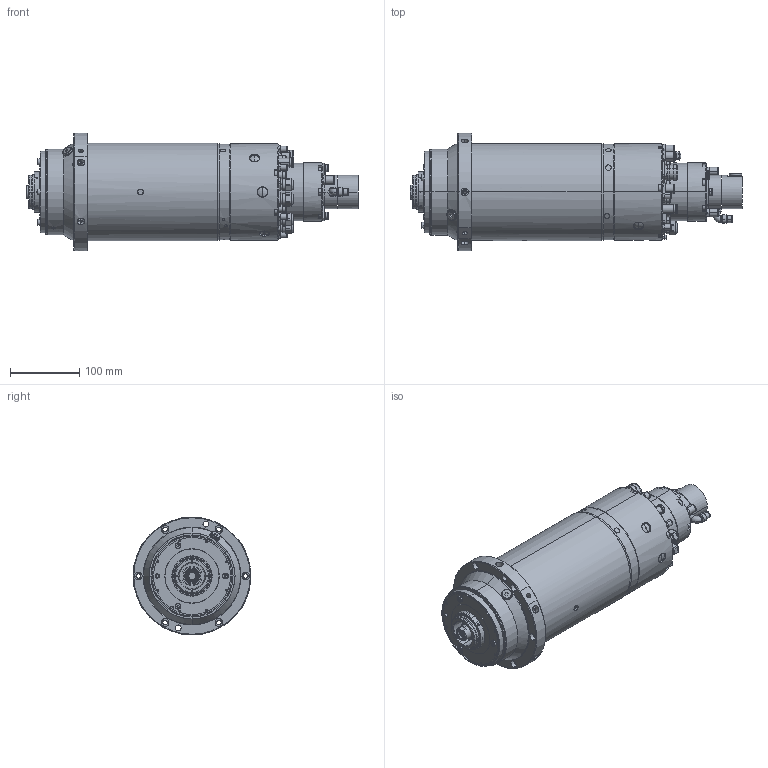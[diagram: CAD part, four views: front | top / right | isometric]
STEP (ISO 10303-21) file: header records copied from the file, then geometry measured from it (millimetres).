
FILE_DESCRIPTION (( 'STEP AP203' ), '1' );
FILE_NAME ('140AI30HKSW-01-.STEP', '2012-02-27T08:05:04', ( 'FM10CAD1' ), ( 'IBAG Switzerland AG' ), 'SwSTEP 2.0', 'SolidWorks 2010', '' );
FILE_SCHEMA (( 'CONFIG_CONTROL_DESIGN' ));
Length unit declared in the file: millimetre
Products named in the file (1): 140AI30HKSW-01-
Bounding box: 478.7 x 169.95 x 170 mm (x, y, z)
Surface area: 331807.3 mm2 (no closed solid volume)
Topology: 0 solids, 152 shells, 1598 faces, 5056 edges, 3615 vertices
Faces by surface type: cylinder 713, plane 617, cone 150, torus 110, sphere 8
Entity records: 60795 total; most frequent: CARTESIAN_POINT 14896, DIRECTION 10313, ORIENTED_EDGE 8066, EDGE_CURVE 5020, AXIS2_PLACEMENT_3D 4042, VERTEX_POINT 3615, CIRCLE 2443, VECTOR 2229
